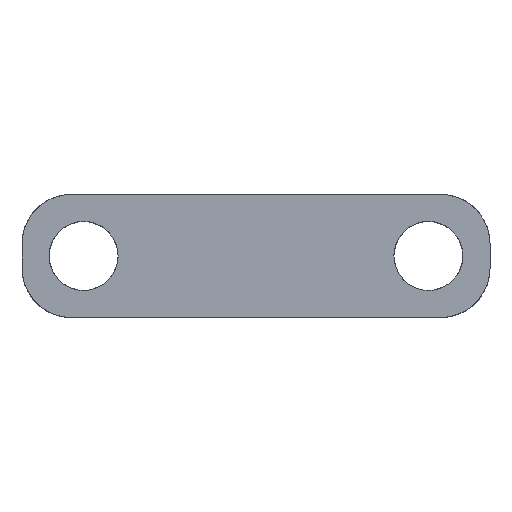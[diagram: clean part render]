
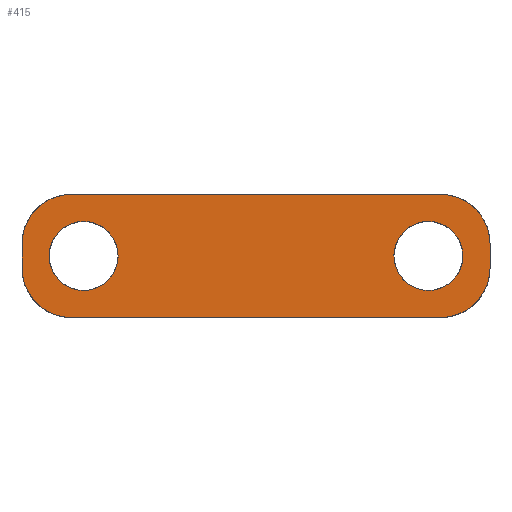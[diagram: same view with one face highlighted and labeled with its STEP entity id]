
A CAD part, top view. The second image highlights one B-rep face of the part: STEP entity #415.
In plain terms, the highlighted planar face has unit normal (0, 0, -1).
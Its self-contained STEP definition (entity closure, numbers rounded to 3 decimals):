
#49=FACE_BOUND('',#81,.T.);
#50=FACE_BOUND('',#82,.T.);
#60=FACE_OUTER_BOUND('',#80,.T.);
#80=EDGE_LOOP('',(#331,#332,#333,#334,#335,#336,#337,#338));
#81=EDGE_LOOP('',(#339,#340,#341,#342));
#82=EDGE_LOOP('',(#343,#344,#345,#346));
#103=B_SPLINE_CURVE_WITH_KNOTS('',3,(#738,#739,#740,#741,#742,#743,#744),
 .UNSPECIFIED.,.F.,.F.,(4,3,4),(0.,0.53,1.),.UNSPECIFIED.);
#104=B_SPLINE_CURVE_WITH_KNOTS('',3,(#745,#746,#747,#748,#749,#750,#751),
 .UNSPECIFIED.,.F.,.F.,(4,3,4),(0.,0.53,1.),.UNSPECIFIED.);
#105=B_SPLINE_CURVE_WITH_KNOTS('',3,(#752,#753,#754,#755,#756,#757,#758),
 .UNSPECIFIED.,.F.,.F.,(4,3,4),(0.,0.53,1.),.UNSPECIFIED.);
#106=B_SPLINE_CURVE_WITH_KNOTS('',3,(#759,#760,#761,#762,#763,#764,#765),
 .UNSPECIFIED.,.F.,.F.,(4,3,4),(0.,0.53,1.),.UNSPECIFIED.);
#107=B_SPLINE_CURVE_WITH_KNOTS('',3,(#768,#769,#770,#771,#772,#773,#774),
 .UNSPECIFIED.,.F.,.F.,(4,3,4),(0.,0.583,1.),.UNSPECIFIED.);
#108=B_SPLINE_CURVE_WITH_KNOTS('',3,(#776,#777,#778,#779,#780,#781,#782),
 .UNSPECIFIED.,.F.,.F.,(4,3,4),(0.,0.583,1.),.UNSPECIFIED.);
#109=B_SPLINE_CURVE_WITH_KNOTS('',3,(#784,#785,#786,#787,#788,#789,#790),
 .UNSPECIFIED.,.F.,.F.,(4,3,4),(0.,0.583,1.),.UNSPECIFIED.);
#110=B_SPLINE_CURVE_WITH_KNOTS('',3,(#791,#792,#793,#794,#795,#796,#797),
 .UNSPECIFIED.,.F.,.F.,(4,3,4),(0.,0.583,1.),.UNSPECIFIED.);
#111=B_SPLINE_CURVE_WITH_KNOTS('',3,(#800,#801,#802,#803,#804,#805,#806),
 .UNSPECIFIED.,.F.,.F.,(4,3,4),(0.,0.583,1.),.UNSPECIFIED.);
#112=B_SPLINE_CURVE_WITH_KNOTS('',3,(#808,#809,#810,#811,#812,#813,#814),
 .UNSPECIFIED.,.F.,.F.,(4,3,4),(0.,0.583,1.),.UNSPECIFIED.);
#113=B_SPLINE_CURVE_WITH_KNOTS('',3,(#816,#817,#818,#819,#820,#821,#822),
 .UNSPECIFIED.,.F.,.F.,(4,3,4),(0.,0.583,1.),.UNSPECIFIED.);
#114=B_SPLINE_CURVE_WITH_KNOTS('',3,(#823,#824,#825,#826,#827,#828,#829),
 .UNSPECIFIED.,.F.,.F.,(4,3,4),(0.,0.583,1.),.UNSPECIFIED.);
#121=LINE('',#710,#145);
#124=LINE('',#719,#148);
#127=LINE('',#728,#151);
#130=LINE('',#736,#154);
#145=VECTOR('',#503,10.);
#148=VECTOR('',#514,10.);
#151=VECTOR('',#525,10.);
#154=VECTOR('',#536,10.);
#179=VERTEX_POINT('',#702);
#180=VERTEX_POINT('',#703);
#181=VERTEX_POINT('',#709);
#182=VERTEX_POINT('',#713);
#183=VERTEX_POINT('',#718);
#184=VERTEX_POINT('',#722);
#185=VERTEX_POINT('',#727);
#186=VERTEX_POINT('',#731);
#187=VERTEX_POINT('',#766);
#188=VERTEX_POINT('',#767);
#189=VERTEX_POINT('',#775);
#190=VERTEX_POINT('',#783);
#191=VERTEX_POINT('',#798);
#192=VERTEX_POINT('',#799);
#193=VERTEX_POINT('',#807);
#194=VERTEX_POINT('',#815);
#231=EDGE_CURVE('',#180,#181,#121,.T.);
#236=EDGE_CURVE('',#182,#183,#124,.T.);
#241=EDGE_CURVE('',#184,#185,#127,.T.);
#246=EDGE_CURVE('',#186,#179,#130,.T.);
#247=EDGE_CURVE('',#184,#183,#103,.T.);
#248=EDGE_CURVE('',#182,#181,#104,.T.);
#249=EDGE_CURVE('',#180,#179,#105,.T.);
#250=EDGE_CURVE('',#186,#185,#106,.T.);
#251=EDGE_CURVE('',#187,#188,#107,.T.);
#252=EDGE_CURVE('',#188,#189,#108,.T.);
#253=EDGE_CURVE('',#189,#190,#109,.T.);
#254=EDGE_CURVE('',#190,#187,#110,.T.);
#255=EDGE_CURVE('',#191,#192,#111,.T.);
#256=EDGE_CURVE('',#192,#193,#112,.T.);
#257=EDGE_CURVE('',#193,#194,#113,.T.);
#258=EDGE_CURVE('',#194,#191,#114,.T.);
#331=ORIENTED_EDGE('',*,*,#241,.F.);
#332=ORIENTED_EDGE('',*,*,#247,.T.);
#333=ORIENTED_EDGE('',*,*,#236,.F.);
#334=ORIENTED_EDGE('',*,*,#248,.T.);
#335=ORIENTED_EDGE('',*,*,#231,.F.);
#336=ORIENTED_EDGE('',*,*,#249,.T.);
#337=ORIENTED_EDGE('',*,*,#246,.F.);
#338=ORIENTED_EDGE('',*,*,#250,.T.);
#339=ORIENTED_EDGE('',*,*,#251,.T.);
#340=ORIENTED_EDGE('',*,*,#252,.T.);
#341=ORIENTED_EDGE('',*,*,#253,.T.);
#342=ORIENTED_EDGE('',*,*,#254,.T.);
#343=ORIENTED_EDGE('',*,*,#255,.T.);
#344=ORIENTED_EDGE('',*,*,#256,.T.);
#345=ORIENTED_EDGE('',*,*,#257,.T.);
#346=ORIENTED_EDGE('',*,*,#258,.T.);
#384=PLANE('',#460);
#415=ADVANCED_FACE('',(#60,#49,#50),#384,.F.);
#460=AXIS2_PLACEMENT_3D('',#737,#537,#538);
#503=DIRECTION('',(-1.,0.,0.));
#514=DIRECTION('',(0.,-1.,0.));
#525=DIRECTION('',(1.,0.,0.));
#536=DIRECTION('',(0.,1.,0.));
#537=DIRECTION('center_axis',(0.,0.,1.));
#538=DIRECTION('ref_axis',(1.,0.,0.));
#702=CARTESIAN_POINT('',(21.372,0.891,2.));
#703=CARTESIAN_POINT('',(19.372,2.891,2.));
#709=CARTESIAN_POINT('',(4.372,2.891,2.));
#710=CARTESIAN_POINT('',(19.372,2.891,2.));
#713=CARTESIAN_POINT('',(2.372,0.891,2.));
#718=CARTESIAN_POINT('',(2.372,-0.109,2.));
#719=CARTESIAN_POINT('',(2.372,0.891,2.));
#722=CARTESIAN_POINT('',(4.372,-2.109,2.));
#727=CARTESIAN_POINT('',(19.372,-2.109,2.));
#728=CARTESIAN_POINT('',(4.372,-2.109,2.));
#731=CARTESIAN_POINT('',(21.372,-0.109,2.));
#736=CARTESIAN_POINT('',(21.372,-0.109,2.));
#737=CARTESIAN_POINT('Origin',(21.372,0.391,2.));
#738=CARTESIAN_POINT('Ctrl Pts',(4.372,-2.109,2.));
#739=CARTESIAN_POINT('Ctrl Pts',(3.872,-2.109,2.));
#740=CARTESIAN_POINT('Ctrl Pts',(3.281,-1.885,2.));
#741=CARTESIAN_POINT('Ctrl Pts',(2.888,-1.451,2.));
#742=CARTESIAN_POINT('Ctrl Pts',(2.541,-1.066,2.));
#743=CARTESIAN_POINT('Ctrl Pts',(2.372,-0.552,2.));
#744=CARTESIAN_POINT('Ctrl Pts',(2.372,-0.109,2.));
#745=CARTESIAN_POINT('Ctrl Pts',(2.372,0.891,2.));
#746=CARTESIAN_POINT('Ctrl Pts',(2.372,1.391,2.));
#747=CARTESIAN_POINT('Ctrl Pts',(2.596,1.982,2.));
#748=CARTESIAN_POINT('Ctrl Pts',(3.03,2.374,2.));
#749=CARTESIAN_POINT('Ctrl Pts',(3.415,2.722,2.));
#750=CARTESIAN_POINT('Ctrl Pts',(3.929,2.891,2.));
#751=CARTESIAN_POINT('Ctrl Pts',(4.372,2.891,2.));
#752=CARTESIAN_POINT('Ctrl Pts',(19.372,2.891,2.));
#753=CARTESIAN_POINT('Ctrl Pts',(19.872,2.891,2.));
#754=CARTESIAN_POINT('Ctrl Pts',(20.463,2.666,2.));
#755=CARTESIAN_POINT('Ctrl Pts',(20.855,2.232,2.));
#756=CARTESIAN_POINT('Ctrl Pts',(21.203,1.848,2.));
#757=CARTESIAN_POINT('Ctrl Pts',(21.372,1.334,2.));
#758=CARTESIAN_POINT('Ctrl Pts',(21.372,0.891,2.));
#759=CARTESIAN_POINT('Ctrl Pts',(21.372,-0.109,2.));
#760=CARTESIAN_POINT('Ctrl Pts',(21.372,-0.609,2.));
#761=CARTESIAN_POINT('Ctrl Pts',(21.147,-1.2,2.));
#762=CARTESIAN_POINT('Ctrl Pts',(20.713,-1.593,2.));
#763=CARTESIAN_POINT('Ctrl Pts',(20.329,-1.94,2.));
#764=CARTESIAN_POINT('Ctrl Pts',(19.815,-2.109,2.));
#765=CARTESIAN_POINT('Ctrl Pts',(19.372,-2.109,2.));
#766=CARTESIAN_POINT('',(4.872,-1.009,2.));
#767=CARTESIAN_POINT('',(6.272,0.391,2.));
#768=CARTESIAN_POINT('Ctrl Pts',(4.872,-1.009,2.));
#769=CARTESIAN_POINT('Ctrl Pts',(5.257,-1.009,2.));
#770=CARTESIAN_POINT('Ctrl Pts',(5.717,-0.812,2.));
#771=CARTESIAN_POINT('Ctrl Pts',(5.988,-0.454,2.));
#772=CARTESIAN_POINT('Ctrl Pts',(6.182,-0.198,2.));
#773=CARTESIAN_POINT('Ctrl Pts',(6.272,0.116,2.));
#774=CARTESIAN_POINT('Ctrl Pts',(6.272,0.391,2.));
#775=CARTESIAN_POINT('',(4.872,1.791,2.));
#776=CARTESIAN_POINT('Ctrl Pts',(6.272,0.391,2.));
#777=CARTESIAN_POINT('Ctrl Pts',(6.272,0.776,2.));
#778=CARTESIAN_POINT('Ctrl Pts',(6.074,1.236,2.));
#779=CARTESIAN_POINT('Ctrl Pts',(5.716,1.507,2.));
#780=CARTESIAN_POINT('Ctrl Pts',(5.461,1.701,2.));
#781=CARTESIAN_POINT('Ctrl Pts',(5.147,1.791,2.));
#782=CARTESIAN_POINT('Ctrl Pts',(4.872,1.791,2.));
#783=CARTESIAN_POINT('',(3.472,0.391,2.));
#784=CARTESIAN_POINT('Ctrl Pts',(4.872,1.791,2.));
#785=CARTESIAN_POINT('Ctrl Pts',(4.487,1.791,2.));
#786=CARTESIAN_POINT('Ctrl Pts',(4.026,1.593,2.));
#787=CARTESIAN_POINT('Ctrl Pts',(3.755,1.235,2.));
#788=CARTESIAN_POINT('Ctrl Pts',(3.562,0.98,2.));
#789=CARTESIAN_POINT('Ctrl Pts',(3.472,0.666,2.));
#790=CARTESIAN_POINT('Ctrl Pts',(3.472,0.391,2.));
#791=CARTESIAN_POINT('Ctrl Pts',(3.472,0.391,2.));
#792=CARTESIAN_POINT('Ctrl Pts',(3.472,0.006,2.));
#793=CARTESIAN_POINT('Ctrl Pts',(3.669,-0.455,2.));
#794=CARTESIAN_POINT('Ctrl Pts',(4.027,-0.726,2.));
#795=CARTESIAN_POINT('Ctrl Pts',(4.283,-0.919,2.));
#796=CARTESIAN_POINT('Ctrl Pts',(4.597,-1.009,2.));
#797=CARTESIAN_POINT('Ctrl Pts',(4.872,-1.009,2.));
#798=CARTESIAN_POINT('',(18.872,-1.009,2.));
#799=CARTESIAN_POINT('',(20.272,0.391,2.));
#800=CARTESIAN_POINT('Ctrl Pts',(18.872,-1.009,2.));
#801=CARTESIAN_POINT('Ctrl Pts',(19.257,-1.009,2.));
#802=CARTESIAN_POINT('Ctrl Pts',(19.717,-0.812,2.));
#803=CARTESIAN_POINT('Ctrl Pts',(19.988,-0.454,2.));
#804=CARTESIAN_POINT('Ctrl Pts',(20.182,-0.198,2.));
#805=CARTESIAN_POINT('Ctrl Pts',(20.272,0.116,2.));
#806=CARTESIAN_POINT('Ctrl Pts',(20.272,0.391,2.));
#807=CARTESIAN_POINT('',(18.872,1.791,2.));
#808=CARTESIAN_POINT('Ctrl Pts',(20.272,0.391,2.));
#809=CARTESIAN_POINT('Ctrl Pts',(20.272,0.776,2.));
#810=CARTESIAN_POINT('Ctrl Pts',(20.074,1.236,2.));
#811=CARTESIAN_POINT('Ctrl Pts',(19.716,1.507,2.));
#812=CARTESIAN_POINT('Ctrl Pts',(19.461,1.701,2.));
#813=CARTESIAN_POINT('Ctrl Pts',(19.147,1.791,2.));
#814=CARTESIAN_POINT('Ctrl Pts',(18.872,1.791,2.));
#815=CARTESIAN_POINT('',(17.472,0.391,2.));
#816=CARTESIAN_POINT('Ctrl Pts',(18.872,1.791,2.));
#817=CARTESIAN_POINT('Ctrl Pts',(18.487,1.791,2.));
#818=CARTESIAN_POINT('Ctrl Pts',(18.026,1.593,2.));
#819=CARTESIAN_POINT('Ctrl Pts',(17.755,1.235,2.));
#820=CARTESIAN_POINT('Ctrl Pts',(17.562,0.98,2.));
#821=CARTESIAN_POINT('Ctrl Pts',(17.472,0.666,2.));
#822=CARTESIAN_POINT('Ctrl Pts',(17.472,0.391,2.));
#823=CARTESIAN_POINT('Ctrl Pts',(17.472,0.391,2.));
#824=CARTESIAN_POINT('Ctrl Pts',(17.472,0.006,2.));
#825=CARTESIAN_POINT('Ctrl Pts',(17.669,-0.455,2.));
#826=CARTESIAN_POINT('Ctrl Pts',(18.027,-0.726,2.));
#827=CARTESIAN_POINT('Ctrl Pts',(18.283,-0.919,2.));
#828=CARTESIAN_POINT('Ctrl Pts',(18.597,-1.009,2.));
#829=CARTESIAN_POINT('Ctrl Pts',(18.872,-1.009,2.));
